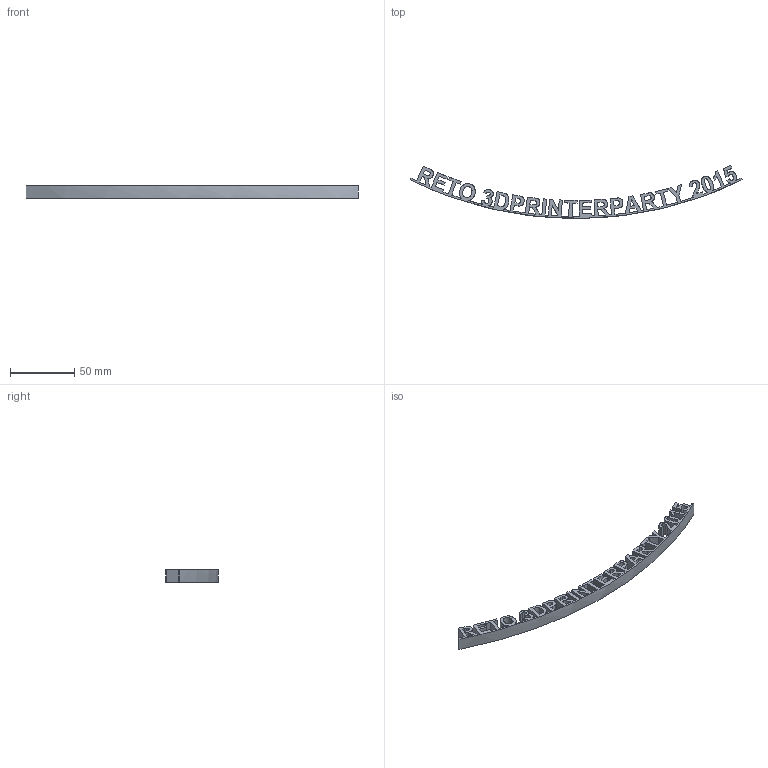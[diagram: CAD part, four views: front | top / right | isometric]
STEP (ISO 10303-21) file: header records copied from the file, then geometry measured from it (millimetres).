
FILE_DESCRIPTION(/* description */ (''),/* implementation_level */ '2;1');
FILE_NAME(/* name */ 'Letras',/* time_stamp */ '2015-04-14T09:03:12+02:00',/* author */ (''),/* organization */ (''),/* preprocessor_version */ 'ST-DEVELOPER v14',/* originating_system */ '',/* authorisation */ '');
FILE_SCHEMA (('CONFIG_CONTROL_DESIGN'));
Length unit declared in the file: millimetre
Products named in the file (1): Document
Bounding box: 258.68 x 41.26 x 9.8 mm (x, y, z)
Volume: 18220 mm3; surface area: 19280.5 mm2
Topology: 1 solids, 1 shells, 225 faces, 669 edges, 446 vertices
Faces by surface type: bspline 225
Entity records: 32379 total; most frequent: CARTESIAN_POINT 23518, B_SPLINE_CURVE_WITH_KNOTS 2007, ORIENTED_EDGE 1338, PCURVE 1338, DEFINITIONAL_REPRESENTATION 1338, SURFACE_CURVE 669, EDGE_CURVE 669, VERTEX_POINT 446
